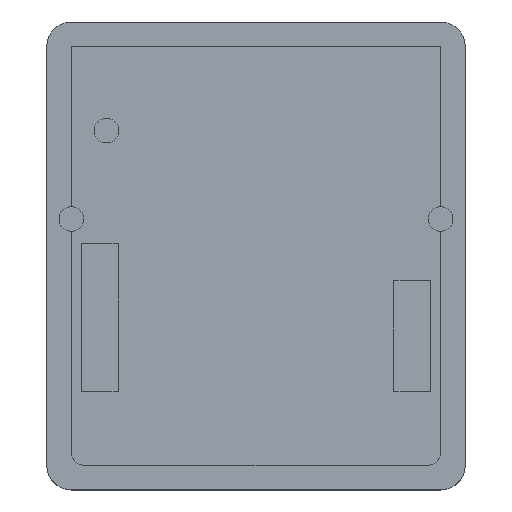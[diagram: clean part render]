
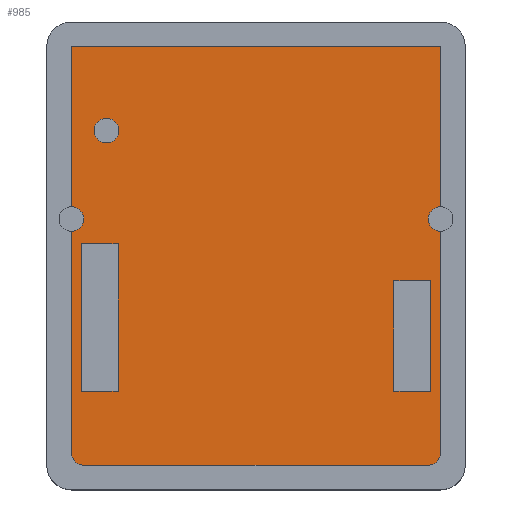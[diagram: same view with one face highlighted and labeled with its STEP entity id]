
A CAD part, top view. The second image highlights one B-rep face of the part: STEP entity #985.
In plain terms, the highlighted planar face has unit normal (0, 0, 1).
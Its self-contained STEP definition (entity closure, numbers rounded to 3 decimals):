
#515 = VERTEX_POINT('',#516);
#516 = CARTESIAN_POINT('',(-15.,-16.5,4.));
#522 = EDGE_CURVE('',#515,#523,#525,.T.);
#523 = VERTEX_POINT('',#524);
#524 = CARTESIAN_POINT('',(-14.,-17.5,4.));
#525 = CIRCLE('',#526,1.);
#526 = AXIS2_PLACEMENT_3D('',#527,#528,#529);
#527 = CARTESIAN_POINT('',(-14.,-16.5,4.));
#528 = DIRECTION('',(0.,0.,1.));
#529 = DIRECTION('',(1.,0.,0.));
#547 = EDGE_CURVE('',#523,#548,#550,.T.);
#548 = VERTEX_POINT('',#549);
#549 = CARTESIAN_POINT('',(14.,-17.5,4.));
#550 = LINE('',#551,#552);
#551 = CARTESIAN_POINT('',(-14.,-17.5,4.));
#552 = VECTOR('',#553,1.);
#553 = DIRECTION('',(1.,0.,0.));
#571 = EDGE_CURVE('',#548,#572,#574,.T.);
#572 = VERTEX_POINT('',#573);
#573 = CARTESIAN_POINT('',(15.,-16.5,4.));
#574 = CIRCLE('',#575,1.);
#575 = AXIS2_PLACEMENT_3D('',#576,#577,#578);
#576 = CARTESIAN_POINT('',(14.,-16.5,4.));
#577 = DIRECTION('',(0.,0.,1.));
#578 = DIRECTION('',(1.,0.,0.));
#597 = VERTEX_POINT('',#598);
#598 = CARTESIAN_POINT('',(15.,1.5,4.));
#604 = EDGE_CURVE('',#597,#572,#605,.T.);
#605 = LINE('',#606,#607);
#606 = CARTESIAN_POINT('',(15.,16.5,4.));
#607 = VECTOR('',#608,1.);
#608 = DIRECTION('',(0.,-1.,0.));
#647 = VERTEX_POINT('',#648);
#648 = CARTESIAN_POINT('',(15.,3.5,4.));
#671 = VERTEX_POINT('',#672);
#672 = CARTESIAN_POINT('',(15.,16.5,4.));
#678 = EDGE_CURVE('',#671,#647,#679,.T.);
#679 = LINE('',#680,#681);
#680 = CARTESIAN_POINT('',(15.,16.5,4.));
#681 = VECTOR('',#682,1.);
#682 = DIRECTION('',(0.,-1.,0.));
#694 = VERTEX_POINT('',#695);
#695 = CARTESIAN_POINT('',(-15.,16.5,4.));
#701 = EDGE_CURVE('',#694,#671,#702,.T.);
#702 = LINE('',#703,#704);
#703 = CARTESIAN_POINT('',(-15.,16.5,4.));
#704 = VECTOR('',#705,1.);
#705 = DIRECTION('',(1.,0.,0.));
#789 = VERTEX_POINT('',#790);
#790 = CARTESIAN_POINT('',(-15.,3.5,4.));
#796 = EDGE_CURVE('',#789,#694,#797,.T.);
#797 = LINE('',#798,#799);
#798 = CARTESIAN_POINT('',(-15.,-16.5,4.));
#799 = VECTOR('',#800,1.);
#800 = DIRECTION('',(0.,1.,0.));
#813 = VERTEX_POINT('',#814);
#814 = CARTESIAN_POINT('',(-15.,1.5,4.));
#838 = EDGE_CURVE('',#515,#813,#839,.T.);
#839 = LINE('',#840,#841);
#840 = CARTESIAN_POINT('',(-15.,-16.5,4.));
#841 = VECTOR('',#842,1.);
#842 = DIRECTION('',(0.,1.,0.));
#985 = ADVANCED_FACE('',(#986,#1019,#1053,#1087),#1098,.T.);
#986 = FACE_BOUND('',#987,.T.);
#987 = EDGE_LOOP('',(#988,#989,#990,#991,#992,#993,#1000,#1001,#1002,
    #1003,#1012));
#988 = ORIENTED_EDGE('',*,*,#838,.F.);
#989 = ORIENTED_EDGE('',*,*,#522,.T.);
#990 = ORIENTED_EDGE('',*,*,#547,.T.);
#991 = ORIENTED_EDGE('',*,*,#571,.T.);
#992 = ORIENTED_EDGE('',*,*,#604,.F.);
#993 = ORIENTED_EDGE('',*,*,#994,.T.);
#994 = EDGE_CURVE('',#597,#647,#995,.T.);
#995 = CIRCLE('',#996,1.);
#996 = AXIS2_PLACEMENT_3D('',#997,#998,#999);
#997 = CARTESIAN_POINT('',(15.,2.5,4.));
#998 = DIRECTION('',(0.,0.,-1.));
#999 = DIRECTION('',(1.,0.,0.));
#1000 = ORIENTED_EDGE('',*,*,#678,.F.);
#1001 = ORIENTED_EDGE('',*,*,#701,.F.);
#1002 = ORIENTED_EDGE('',*,*,#796,.F.);
#1003 = ORIENTED_EDGE('',*,*,#1004,.T.);
#1004 = EDGE_CURVE('',#789,#1005,#1007,.T.);
#1005 = VERTEX_POINT('',#1006);
#1006 = CARTESIAN_POINT('',(-14.,2.5,4.));
#1007 = CIRCLE('',#1008,1.);
#1008 = AXIS2_PLACEMENT_3D('',#1009,#1010,#1011);
#1009 = CARTESIAN_POINT('',(-15.,2.5,4.));
#1010 = DIRECTION('',(0.,0.,-1.));
#1011 = DIRECTION('',(1.,0.,0.));
#1012 = ORIENTED_EDGE('',*,*,#1013,.T.);
#1013 = EDGE_CURVE('',#1005,#813,#1014,.T.);
#1014 = CIRCLE('',#1015,1.);
#1015 = AXIS2_PLACEMENT_3D('',#1016,#1017,#1018);
#1016 = CARTESIAN_POINT('',(-15.,2.5,4.));
#1017 = DIRECTION('',(0.,0.,-1.));
#1018 = DIRECTION('',(1.,0.,0.));
#1019 = FACE_BOUND('',#1020,.T.);
#1020 = EDGE_LOOP('',(#1021,#1031,#1039,#1047));
#1021 = ORIENTED_EDGE('',*,*,#1022,.T.);
#1022 = EDGE_CURVE('',#1023,#1025,#1027,.T.);
#1023 = VERTEX_POINT('',#1024);
#1024 = CARTESIAN_POINT('',(-14.2,-11.5,4.));
#1025 = VERTEX_POINT('',#1026);
#1026 = CARTESIAN_POINT('',(-14.2,0.5,4.));
#1027 = LINE('',#1028,#1029);
#1028 = CARTESIAN_POINT('',(-14.2,-11.5,4.));
#1029 = VECTOR('',#1030,1.);
#1030 = DIRECTION('',(0.,1.,0.));
#1031 = ORIENTED_EDGE('',*,*,#1032,.T.);
#1032 = EDGE_CURVE('',#1025,#1033,#1035,.T.);
#1033 = VERTEX_POINT('',#1034);
#1034 = CARTESIAN_POINT('',(-11.2,0.5,4.));
#1035 = LINE('',#1036,#1037);
#1036 = CARTESIAN_POINT('',(-14.2,0.5,4.));
#1037 = VECTOR('',#1038,1.);
#1038 = DIRECTION('',(1.,0.,0.));
#1039 = ORIENTED_EDGE('',*,*,#1040,.T.);
#1040 = EDGE_CURVE('',#1033,#1041,#1043,.T.);
#1041 = VERTEX_POINT('',#1042);
#1042 = CARTESIAN_POINT('',(-11.2,-11.5,4.));
#1043 = LINE('',#1044,#1045);
#1044 = CARTESIAN_POINT('',(-11.2,0.5,4.));
#1045 = VECTOR('',#1046,1.);
#1046 = DIRECTION('',(0.,-1.,0.));
#1047 = ORIENTED_EDGE('',*,*,#1048,.T.);
#1048 = EDGE_CURVE('',#1041,#1023,#1049,.T.);
#1049 = LINE('',#1050,#1051);
#1050 = CARTESIAN_POINT('',(-11.2,-11.5,4.));
#1051 = VECTOR('',#1052,1.);
#1052 = DIRECTION('',(-1.,0.,0.));
#1053 = FACE_BOUND('',#1054,.T.);
#1054 = EDGE_LOOP('',(#1055,#1065,#1073,#1081));
#1055 = ORIENTED_EDGE('',*,*,#1056,.T.);
#1056 = EDGE_CURVE('',#1057,#1059,#1061,.T.);
#1057 = VERTEX_POINT('',#1058);
#1058 = CARTESIAN_POINT('',(11.2,-11.5,4.));
#1059 = VERTEX_POINT('',#1060);
#1060 = CARTESIAN_POINT('',(11.2,-2.5,4.));
#1061 = LINE('',#1062,#1063);
#1062 = CARTESIAN_POINT('',(11.2,-11.5,4.));
#1063 = VECTOR('',#1064,1.);
#1064 = DIRECTION('',(0.,1.,0.));
#1065 = ORIENTED_EDGE('',*,*,#1066,.T.);
#1066 = EDGE_CURVE('',#1059,#1067,#1069,.T.);
#1067 = VERTEX_POINT('',#1068);
#1068 = CARTESIAN_POINT('',(14.2,-2.5,4.));
#1069 = LINE('',#1070,#1071);
#1070 = CARTESIAN_POINT('',(11.2,-2.5,4.));
#1071 = VECTOR('',#1072,1.);
#1072 = DIRECTION('',(1.,0.,0.));
#1073 = ORIENTED_EDGE('',*,*,#1074,.T.);
#1074 = EDGE_CURVE('',#1067,#1075,#1077,.T.);
#1075 = VERTEX_POINT('',#1076);
#1076 = CARTESIAN_POINT('',(14.2,-11.5,4.));
#1077 = LINE('',#1078,#1079);
#1078 = CARTESIAN_POINT('',(14.2,-2.5,4.));
#1079 = VECTOR('',#1080,1.);
#1080 = DIRECTION('',(0.,-1.,0.));
#1081 = ORIENTED_EDGE('',*,*,#1082,.T.);
#1082 = EDGE_CURVE('',#1075,#1057,#1083,.T.);
#1083 = LINE('',#1084,#1085);
#1084 = CARTESIAN_POINT('',(14.2,-11.5,4.));
#1085 = VECTOR('',#1086,1.);
#1086 = DIRECTION('',(-1.,0.,0.));
#1087 = FACE_BOUND('',#1088,.T.);
#1088 = EDGE_LOOP('',(#1089));
#1089 = ORIENTED_EDGE('',*,*,#1090,.F.);
#1090 = EDGE_CURVE('',#1091,#1091,#1093,.T.);
#1091 = VERTEX_POINT('',#1092);
#1092 = CARTESIAN_POINT('',(-11.15,9.69,4.));
#1093 = CIRCLE('',#1094,1.);
#1094 = AXIS2_PLACEMENT_3D('',#1095,#1096,#1097);
#1095 = CARTESIAN_POINT('',(-12.15,9.69,4.));
#1096 = DIRECTION('',(0.,0.,1.));
#1097 = DIRECTION('',(1.,0.,0.));
#1098 = PLANE('',#1099);
#1099 = AXIS2_PLACEMENT_3D('',#1100,#1101,#1102);
#1100 = CARTESIAN_POINT('',(0.,-0.379,4.));
#1101 = DIRECTION('',(0.,0.,1.));
#1102 = DIRECTION('',(1.,0.,0.));
